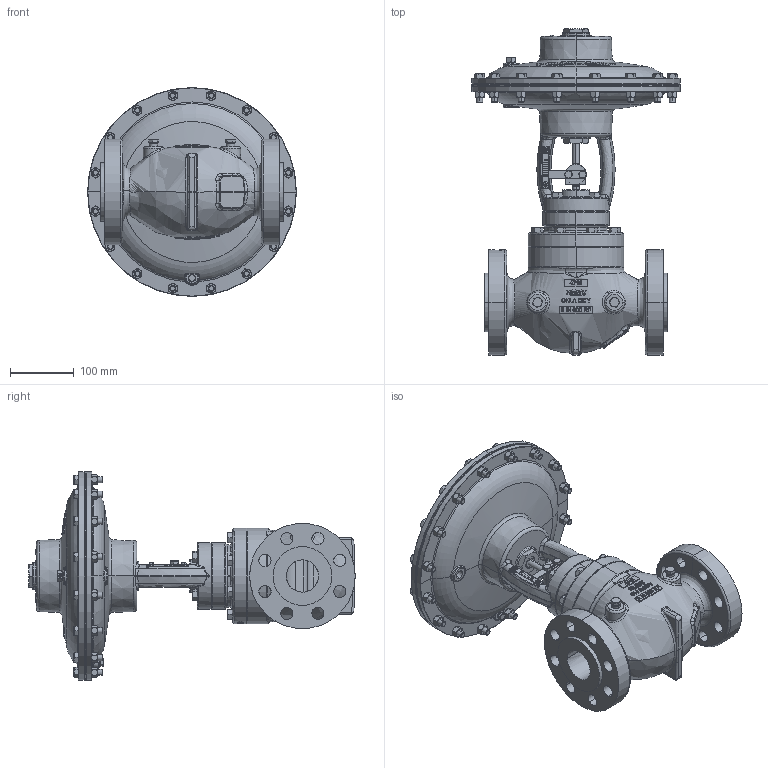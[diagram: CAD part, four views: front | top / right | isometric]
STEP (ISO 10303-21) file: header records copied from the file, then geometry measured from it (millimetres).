
FILE_DESCRIPTION (( 'STEP AP203' ), '1' );
FILE_NAME ('2 INCH HPMV PB 600RF (EFI).step', '2014-01-24T17:03:51', ( 'PCTech' ), ( 'Microsoft' ), 'SwSTEP 2.0', 'SolidWorks 2013', '' );
FILE_SCHEMA (( 'CONFIG_CONTROL_DESIGN' ));
Length unit declared in the file: inch
Products named in the file (1): 2 INCH HPMV PB 600RF (EFI)
Bounding box: 327.02 x 511.1 x 327.02 mm (x, y, z)
Volume: 8073075.4 mm3; surface area: 1090719 mm2
Topology: 65 solids, 65 shells, 3653 faces, 9016 edges, 5698 vertices
Faces by surface type: plane 1647, bspline 716, cone 616, cylinder 419, torus 187, sphere 68
Entity records: 314262 total; most frequent: CARTESIAN_POINT 234975, ORIENTED_EDGE 17988, DIRECTION 13838, EDGE_CURVE 8994, VERTEX_POINT 5696, AXIS2_PLACEMENT_3D 5177, EDGE_LOOP 3918, FACE_OUTER_BOUND 3653
